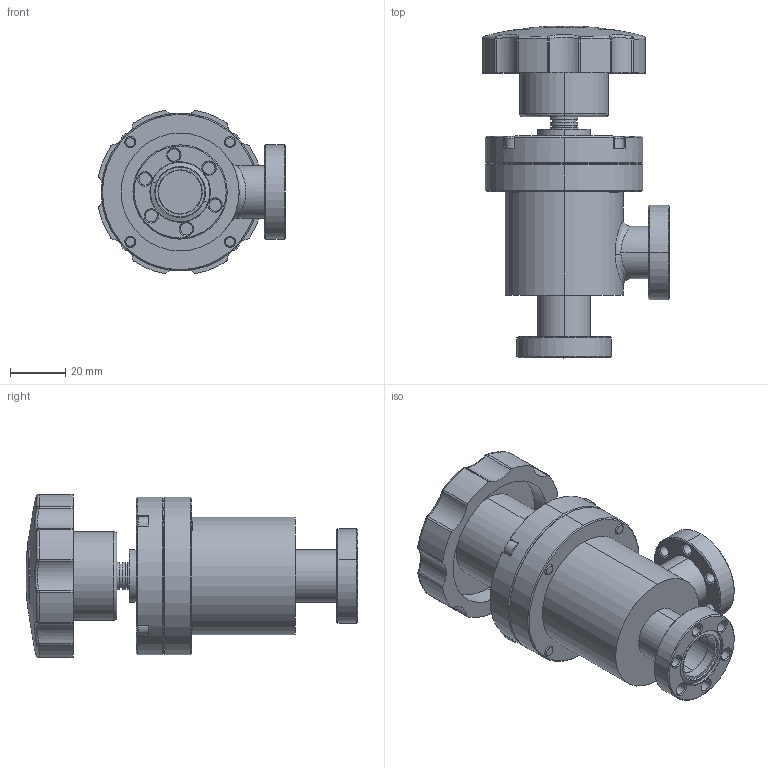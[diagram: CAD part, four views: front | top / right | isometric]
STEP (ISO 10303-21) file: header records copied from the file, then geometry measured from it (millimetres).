
FILE_DESCRIPTION (( 'STEP AP214' ), '1' );
FILE_NAME ('Hositrad_VAV-19CF16R.STEP', '2012-03-26T15:34:16', ( 'Beheerder' ), ( 'Hewlett-Packard Company' ), 'SwSTEP 2.0', 'SolidWorks 2012', '' );
FILE_SCHEMA (( 'AUTOMOTIVE_DESIGN' ));
Length unit declared in the file: millimetre
Products named in the file (6): CF16-19-R; NW16CF-Innerring; NW16CF-Outerring; socket head cap screw 4762_din_ISO 4762 M4 x 16 --- 16N; Valve-Angle-Body -19mm; Hositrad_VAV-19CF16R
Assembly tree (9 placements, depth 3):
  Hositrad_VAV-19CF16R
    Valve-Angle-Body -19mm
    socket head cap screw 4762_din_ISO 4762 M4 x 16 --- 16N  x4
    CF16-19-R  x2
      NW16CF-Outerring
      NW16CF-Innerring
Bounding box: 67.43 x 119.7 x 58.85 mm (x, y, z)
Volume: 120449.1 mm3; surface area: 44055.6 mm2
Topology: 9 solids, 9 shells, 527 faces, 1249 edges, 752 vertices
Faces by surface type: plane 159, cylinder 155, cone 111, bspline 44, sphere 32, torus 26
Entity records: 15689 total; most frequent: CARTESIAN_POINT 5650, DIRECTION 1972, ORIENTED_EDGE 1818, EDGE_CURVE 909, AXIS2_PLACEMENT_3D 833, VERTEX_POINT 565, CIRCLE 486, EDGE_LOOP 422
